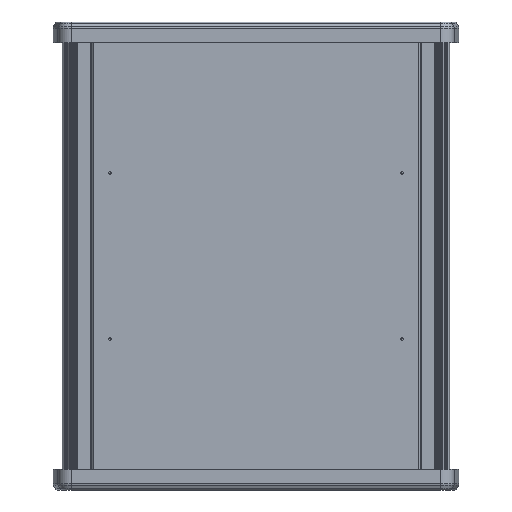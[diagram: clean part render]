
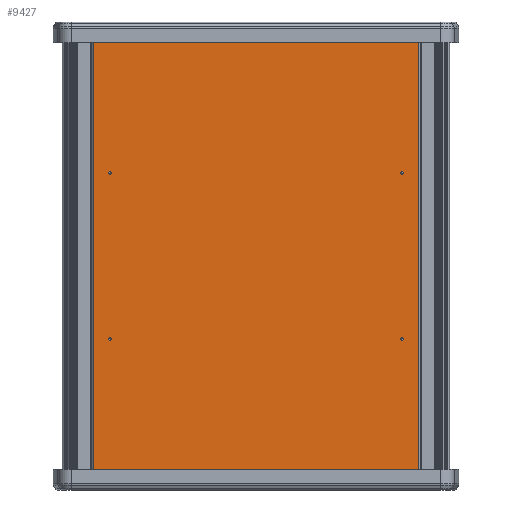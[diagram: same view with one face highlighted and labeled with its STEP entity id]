
A CAD part, front view. The second image highlights one B-rep face of the part: STEP entity #9427.
In plain terms, the highlighted planar face has unit normal (0, -1, 0).
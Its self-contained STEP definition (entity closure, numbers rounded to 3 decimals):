
#9 = DIRECTION ( 'NONE',  ( 1., 0., 0. ) ) ;
#181 = EDGE_CURVE ( 'NONE', #1586, #858, #9487, .T. ) ;
#201 = EDGE_CURVE ( 'NONE', #1928, #3049, #2436, .T. ) ;
#303 = AXIS2_PLACEMENT_3D ( 'NONE', #3018, #11303, #4234 ) ;
#338 = VERTEX_POINT ( 'NONE', #4099 ) ;
#359 = CARTESIAN_POINT ( 'NONE',  ( 0., -649.616, 160. ) ) ;
#490 = EDGE_LOOP ( 'NONE', ( #7157, #1339 ) ) ;
#540 = EDGE_LOOP ( 'NONE', ( #10478, #4161 ) ) ;
#722 = CIRCLE ( 'NONE', #7407, 0.5 ) ;
#755 = CARTESIAN_POINT ( 'NONE',  ( 589.503, -649.616, 50. ) ) ;
#848 = CARTESIAN_POINT ( 'NONE',  ( 583.503, -649.616, 160. ) ) ;
#858 = VERTEX_POINT ( 'NONE', #8243 ) ;
#1243 = LINE ( 'NONE', #9861, #7179 ) ;
#1293 = DIRECTION ( 'NONE',  ( -1., 0., 0. ) ) ;
#1309 = CARTESIAN_POINT ( 'NONE',  ( 590.003, -649.616, 50. ) ) ;
#1339 = ORIENTED_EDGE ( 'NONE', *, *, #181, .F. ) ;
#1586 = VERTEX_POINT ( 'NONE', #1671 ) ;
#1671 = CARTESIAN_POINT ( 'NONE',  ( 694.501, -649.616, 110. ) ) ;
#1697 = CIRCLE ( 'NONE', #7941, 0.5 ) ;
#1928 = VERTEX_POINT ( 'NONE', #848 ) ;
#1940 = DIRECTION ( 'NONE',  ( 1., 0., 0. ) ) ;
#1964 = ORIENTED_EDGE ( 'NONE', *, *, #3855, .T. ) ;
#2436 = LINE ( 'NONE', #359, #14606 ) ;
#2507 = EDGE_LOOP ( 'NONE', ( #3192, #14085 ) ) ;
#2688 = EDGE_LOOP ( 'NONE', ( #13461, #12331 ) ) ;
#2824 = DIRECTION ( 'NONE',  ( 0., 0., -1. ) ) ;
#3018 = CARTESIAN_POINT ( 'NONE',  ( 695.001, -649.616, 110. ) ) ;
#3049 = VERTEX_POINT ( 'NONE', #4513 ) ;
#3187 = AXIS2_PLACEMENT_3D ( 'NONE', #5015, #4921, #3831 ) ;
#3192 = ORIENTED_EDGE ( 'NONE', *, *, #3901, .F. ) ;
#3399 = DIRECTION ( 'NONE',  ( 0., -1., 0. ) ) ;
#3467 = EDGE_CURVE ( 'NONE', #5680, #5673, #9301, .T. ) ;
#3678 = DIRECTION ( 'NONE',  ( 0., -1., 0. ) ) ;
#3831 = DIRECTION ( 'NONE',  ( 1., 0., 0. ) ) ;
#3855 = EDGE_CURVE ( 'NONE', #4278, #11572, #9656, .T. ) ;
#3901 = EDGE_CURVE ( 'NONE', #11795, #7028, #5773, .T. ) ;
#4099 = CARTESIAN_POINT ( 'NONE',  ( 590.003, -649.616, 110. ) ) ;
#4161 = ORIENTED_EDGE ( 'NONE', *, *, #3467, .F. ) ;
#4234 = DIRECTION ( 'NONE',  ( 1., 0., 0. ) ) ;
#4278 = VERTEX_POINT ( 'NONE', #12696 ) ;
#4513 = CARTESIAN_POINT ( 'NONE',  ( 701.001, -649.616, 160. ) ) ;
#4870 = CARTESIAN_POINT ( 'NONE',  ( 589.003, -649.616, 50. ) ) ;
#4921 = DIRECTION ( 'NONE',  ( 0., -1., 0. ) ) ;
#4929 = CARTESIAN_POINT ( 'NONE',  ( 589.503, -649.616, 110. ) ) ;
#5015 = CARTESIAN_POINT ( 'NONE',  ( 695.001, -649.616, 110. ) ) ;
#5173 = FACE_BOUND ( 'NONE', #2507, .T. ) ;
#5416 = DIRECTION ( 'NONE',  ( 0., -1., 0. ) ) ;
#5673 = VERTEX_POINT ( 'NONE', #1309 ) ;
#5680 = VERTEX_POINT ( 'NONE', #4870 ) ;
#5742 = CARTESIAN_POINT ( 'NONE',  ( 701.001, -649.616, 160. ) ) ;
#5773 = CIRCLE ( 'NONE', #10216, 0.5 ) ;
#5914 = CARTESIAN_POINT ( 'NONE',  ( 0., -649.616, 0. ) ) ;
#5990 = PLANE ( 'NONE',  #14892 ) ;
#6109 = DIRECTION ( 'NONE',  ( 1., 0., 0. ) ) ;
#6655 = DIRECTION ( 'NONE',  ( 0., -1., 0. ) ) ;
#6698 = EDGE_CURVE ( 'NONE', #1928, #4278, #1243, .T. ) ;
#7028 = VERTEX_POINT ( 'NONE', #12246 ) ;
#7157 = ORIENTED_EDGE ( 'NONE', *, *, #10171, .F. ) ;
#7179 = VECTOR ( 'NONE', #2824, 1000. ) ;
#7407 = AXIS2_PLACEMENT_3D ( 'NONE', #10508, #3399, #11684 ) ;
#7432 = LINE ( 'NONE', #5742, #9808 ) ;
#7607 = CIRCLE ( 'NONE', #9075, 0.5 ) ;
#7941 = AXIS2_PLACEMENT_3D ( 'NONE', #12480, #5416, #13637 ) ;
#7979 = FACE_OUTER_BOUND ( 'NONE', #11114, .T. ) ;
#8009 = ORIENTED_EDGE ( 'NONE', *, *, #6698, .T. ) ;
#8243 = CARTESIAN_POINT ( 'NONE',  ( 695.501, -649.616, 110. ) ) ;
#8380 = DIRECTION ( 'NONE',  ( 0., 1., 0. ) ) ;
#8425 = AXIS2_PLACEMENT_3D ( 'NONE', #13668, #6655, #14831 ) ;
#8444 = ORIENTED_EDGE ( 'NONE', *, *, #201, .F. ) ;
#8551 = EDGE_CURVE ( 'NONE', #7028, #11795, #1697, .T. ) ;
#8710 = FACE_BOUND ( 'NONE', #540, .T. ) ;
#9045 = DIRECTION ( 'NONE',  ( 0., -1., 0. ) ) ;
#9075 = AXIS2_PLACEMENT_3D ( 'NONE', #755, #9045, #1940 ) ;
#9301 = CIRCLE ( 'NONE', #8425, 0.5 ) ;
#9315 = EDGE_CURVE ( 'NONE', #3049, #11572, #7432, .T. ) ;
#9427 = ADVANCED_FACE ( 'NONE', ( #8710, #5173, #14200, #11099, #7979 ), #5990, .F. ) ;
#9436 = CARTESIAN_POINT ( 'NONE',  ( 589.003, -649.616, 110. ) ) ;
#9487 = CIRCLE ( 'NONE', #3187, 0.5 ) ;
#9599 = CARTESIAN_POINT ( 'NONE',  ( 695.501, -649.616, 50. ) ) ;
#9656 = LINE ( 'NONE', #5914, #12416 ) ;
#9808 = VECTOR ( 'NONE', #15129, 1000. ) ;
#9861 = CARTESIAN_POINT ( 'NONE',  ( 583.503, -649.616, 160. ) ) ;
#10167 = CIRCLE ( 'NONE', #303, 0.5 ) ;
#10171 = EDGE_CURVE ( 'NONE', #858, #1586, #10167, .T. ) ;
#10216 = AXIS2_PLACEMENT_3D ( 'NONE', #10776, #3678, #11963 ) ;
#10282 = CARTESIAN_POINT ( 'NONE',  ( 701.001, -649.616, 0. ) ) ;
#10478 = ORIENTED_EDGE ( 'NONE', *, *, #12204, .F. ) ;
#10508 = CARTESIAN_POINT ( 'NONE',  ( 589.503, -649.616, 110. ) ) ;
#10628 = EDGE_CURVE ( 'NONE', #11946, #338, #13983, .T. ) ;
#10714 = CARTESIAN_POINT ( 'NONE',  ( 0., -649.616, 160. ) ) ;
#10776 = CARTESIAN_POINT ( 'NONE',  ( 695.001, -649.616, 50. ) ) ;
#11099 = FACE_BOUND ( 'NONE', #2688, .T. ) ;
#11114 = EDGE_LOOP ( 'NONE', ( #1964, #15237, #8444, #8009 ) ) ;
#11303 = DIRECTION ( 'NONE',  ( 0., -1., 0. ) ) ;
#11572 = VERTEX_POINT ( 'NONE', #10282 ) ;
#11684 = DIRECTION ( 'NONE',  ( 1., 0., 0. ) ) ;
#11795 = VERTEX_POINT ( 'NONE', #9599 ) ;
#11946 = VERTEX_POINT ( 'NONE', #9436 ) ;
#11963 = DIRECTION ( 'NONE',  ( 1., 0., 0. ) ) ;
#12204 = EDGE_CURVE ( 'NONE', #5673, #5680, #7607, .T. ) ;
#12246 = CARTESIAN_POINT ( 'NONE',  ( 694.501, -649.616, 50. ) ) ;
#12331 = ORIENTED_EDGE ( 'NONE', *, *, #10628, .F. ) ;
#12416 = VECTOR ( 'NONE', #9, 1000. ) ;
#12480 = CARTESIAN_POINT ( 'NONE',  ( 695.001, -649.616, 50. ) ) ;
#12686 = AXIS2_PLACEMENT_3D ( 'NONE', #4929, #13166, #6109 ) ;
#12696 = CARTESIAN_POINT ( 'NONE',  ( 583.503, -649.616, 0. ) ) ;
#12938 = EDGE_CURVE ( 'NONE', #338, #11946, #722, .T. ) ;
#13166 = DIRECTION ( 'NONE',  ( 0., -1., 0. ) ) ;
#13461 = ORIENTED_EDGE ( 'NONE', *, *, #12938, .F. ) ;
#13630 = DIRECTION ( 'NONE',  ( 1., 0., 0. ) ) ;
#13637 = DIRECTION ( 'NONE',  ( 1., 0., 0. ) ) ;
#13668 = CARTESIAN_POINT ( 'NONE',  ( 589.503, -649.616, 50. ) ) ;
#13983 = CIRCLE ( 'NONE', #12686, 0.5 ) ;
#14085 = ORIENTED_EDGE ( 'NONE', *, *, #8551, .F. ) ;
#14200 = FACE_BOUND ( 'NONE', #490, .T. ) ;
#14606 = VECTOR ( 'NONE', #13630, 1000. ) ;
#14831 = DIRECTION ( 'NONE',  ( 1., 0., 0. ) ) ;
#14892 = AXIS2_PLACEMENT_3D ( 'NONE', #10714, #8380, #1293 ) ;
#15129 = DIRECTION ( 'NONE',  ( 0., 0., -1. ) ) ;
#15237 = ORIENTED_EDGE ( 'NONE', *, *, #9315, .F. ) ;
